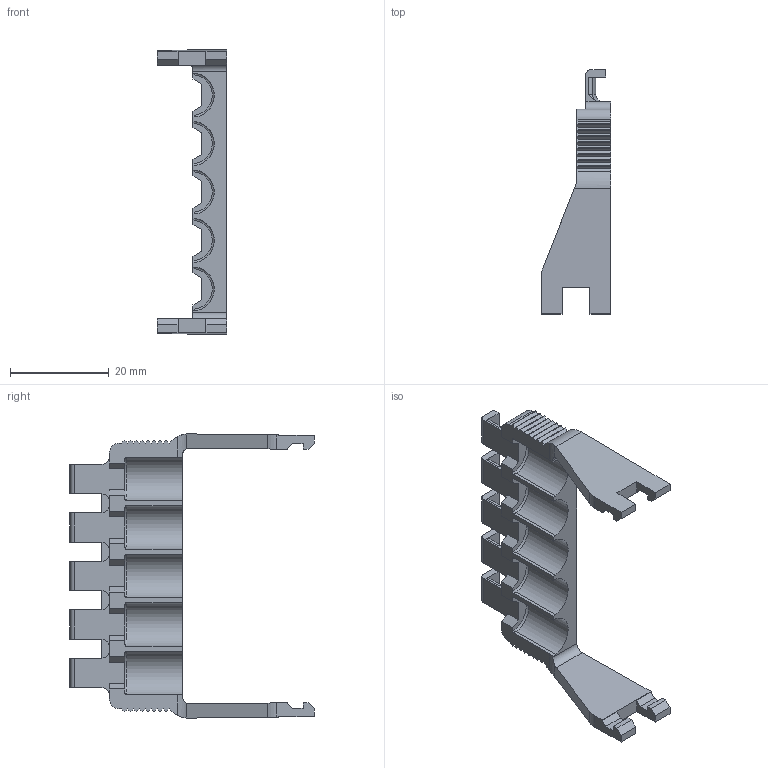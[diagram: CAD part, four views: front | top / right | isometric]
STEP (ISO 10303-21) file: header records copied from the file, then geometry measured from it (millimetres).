
FILE_DESCRIPTION((''),'2;1');
FILE_NAME('3354_0101_301','2020-02-05T',('presta_be4'),(''),'CREO PARAMETRIC BY PTC INC, 2018360','CREO PARAMETRIC BY PTC INC, 2018360','');
FILE_SCHEMA(('CONFIG_CONTROL_DESIGN'));
Length unit declared in the file: millimetre
Products named in the file (1): 3354_0101_301
Bounding box: 14 x 49.4 x 57.47 mm (x, y, z)
Volume: 5565.4 mm3; surface area: 5263.3 mm2
Topology: 1 solids, 1 shells, 1199 faces, 3406 edges, 2264 vertices
Faces by surface type: plane 1122, cylinder 57, torus 20
Entity records: 38427 total; most frequent: CARTESIAN_POINT 7156, ORIENTED_EDGE 6812, DIRECTION 5878, EDGE_CURVE 3406, VECTOR 3228, LINE 3228, VERTEX_POINT 2264, AXIS2_PLACEMENT_3D 1325
